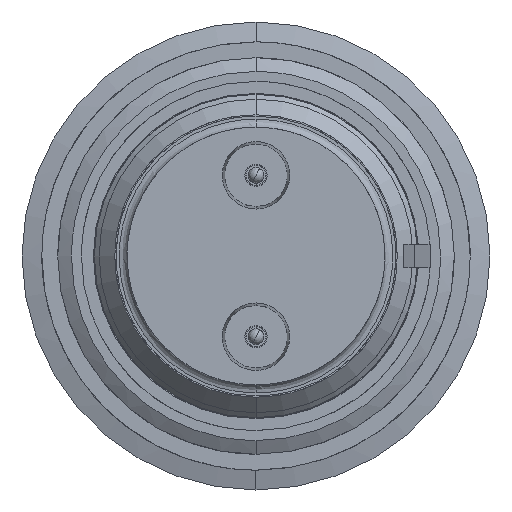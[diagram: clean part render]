
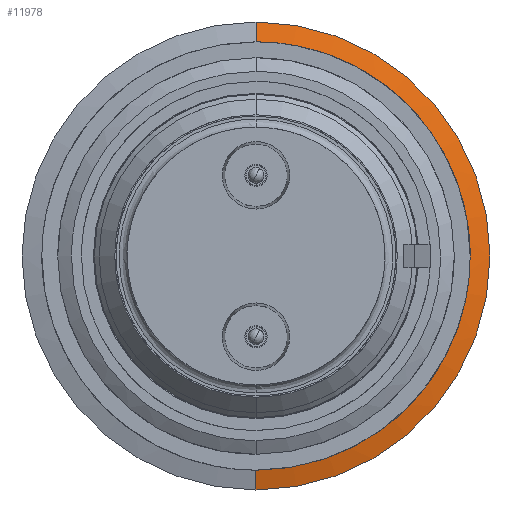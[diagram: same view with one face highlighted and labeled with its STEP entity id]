
A CAD part, front view. The second image highlights one B-rep face of the part: STEP entity #11978.
In plain terms, the highlighted conical face has half-angle 75 degrees and reference radius 9.525 mm.
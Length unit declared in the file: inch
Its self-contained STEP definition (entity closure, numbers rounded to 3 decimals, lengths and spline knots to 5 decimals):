
#1361 = VERTEX_POINT ( 'NONE', #5644 ) ;
#1362 = VERTEX_POINT ( 'NONE', #5645 ) ;
#1363 = VERTEX_POINT ( 'NONE', #5646 ) ;
#1364 = VERTEX_POINT ( 'NONE', #5647 ) ;
#1904 = DIRECTION ( 'NONE',  ( 0., 0., 1. ) ) ;
#1907 = FACE_OUTER_BOUND ( 'NONE', #3593, .T. ) ;
#1908 = DIRECTION ( 'NONE',  ( 0., 1., 0. ) ) ;
#1910 = CARTESIAN_POINT ( 'NONE',  ( -0.96553, 1.09771, 0.98672 ) ) ;
#2632 = ORIENTED_EDGE ( 'NONE', *, *, #3355, .T. ) ;
#3167 = CARTESIAN_POINT ( 'NONE',  ( -0.96553, 1.09771, 0.98672 ) ) ;
#3168 = DIRECTION ( 'NONE',  ( 0., 1., 0. ) ) ;
#3169 = DIRECTION ( 'NONE',  ( 0., 0., 1. ) ) ;
#3182 = LINE ( 'NONE', #3183, #5031 ) ;
#3183 = CARTESIAN_POINT ( 'NONE',  ( -0.96553, 1.09771, 0.61172 ) ) ;
#3184 = DIRECTION ( 'NONE',  ( 0., 0.259, -0.966 ) ) ;
#3191 = CARTESIAN_POINT ( 'NONE',  ( -0.96553, 1.15532, 0.98672 ) ) ;
#3192 = DIRECTION ( 'NONE',  ( 0., 1., 0. ) ) ;
#3193 = DIRECTION ( 'NONE',  ( 0., 0., 1. ) ) ;
#3198 = LINE ( 'NONE', #3199, #5219 ) ;
#3199 = CARTESIAN_POINT ( 'NONE',  ( -0.96553, 1.09771, 1.36172 ) ) ;
#3200 = DIRECTION ( 'NONE',  ( 0., 0.259, 0.966 ) ) ;
#3355 = EDGE_CURVE ( 'NONE', #1361, #1362, #5224, .T. ) ;
#3359 = EDGE_CURVE ( 'NONE', #1362, #1363, #3182, .T. ) ;
#3361 = EDGE_CURVE ( 'NONE', #1364, #1363, #5237, .T. ) ;
#3363 = EDGE_CURVE ( 'NONE', #1361, #1364, #3198, .T. ) ;
#3593 = EDGE_LOOP ( 'NONE', ( #2632, #6302, #6301, #6306 ) ) ;
#4539 = AXIS2_PLACEMENT_3D ( 'NONE', #1910, #1908, #1904 ) ;
#4540 = CONICAL_SURFACE ( 'NONE', #4539, 0.375, 1.309 ) ;
#5031 = VECTOR ( 'NONE', #3184, 39.37008 ) ;
#5219 = VECTOR ( 'NONE', #3200, 39.37008 ) ;
#5224 = CIRCLE ( 'NONE', #5285, 0.375 ) ;
#5237 = CIRCLE ( 'NONE', #5249, 0.59 ) ;
#5249 = AXIS2_PLACEMENT_3D ( 'NONE', #3191, #3192, #3193 ) ;
#5285 = AXIS2_PLACEMENT_3D ( 'NONE', #3167, #3168, #3169 ) ;
#5644 = CARTESIAN_POINT ( 'NONE',  ( -0.96553, 1.09771, 1.36172 ) ) ;
#5645 = CARTESIAN_POINT ( 'NONE',  ( -0.96553, 1.09771, 0.61172 ) ) ;
#5646 = CARTESIAN_POINT ( 'NONE',  ( -0.96553, 1.15532, 0.39672 ) ) ;
#5647 = CARTESIAN_POINT ( 'NONE',  ( -0.96553, 1.15532, 1.57672 ) ) ;
#6301 = ORIENTED_EDGE ( 'NONE', *, *, #3361, .F. ) ;
#6302 = ORIENTED_EDGE ( 'NONE', *, *, #3359, .T. ) ;
#6306 = ORIENTED_EDGE ( 'NONE', *, *, #3363, .F. ) ;
#11978 = ADVANCED_FACE ( 'NONE', ( #1907 ), #4540, .T. ) ;
